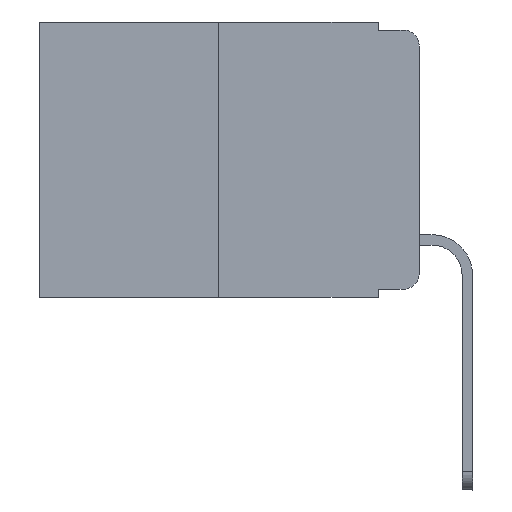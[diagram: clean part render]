
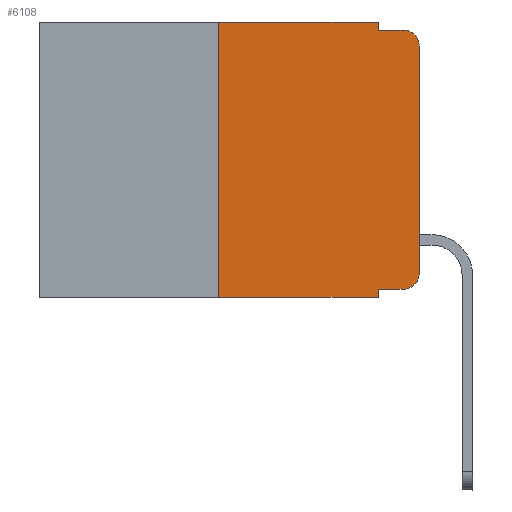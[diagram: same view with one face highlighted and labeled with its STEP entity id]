
A CAD part, left-side view. The second image highlights one B-rep face of the part: STEP entity #6108.
In plain terms, the highlighted planar face has unit normal (-1, 0, 0).
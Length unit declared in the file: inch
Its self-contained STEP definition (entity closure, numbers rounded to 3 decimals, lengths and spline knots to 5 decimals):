
#44 = DIRECTION ( 'NONE',  ( 0., 0., -1. ) ) ;
#46 = DIRECTION ( 'NONE',  ( 1., 0., 0. ) ) ;
#57 = CARTESIAN_POINT ( 'NONE',  ( 0., 0.473, -0.343 ) ) ;
#254 = DIRECTION ( 'NONE',  ( 0., -1., 0. ) ) ;
#299 = CARTESIAN_POINT ( 'NONE',  ( 0., 0.051, 0. ) ) ;
#414 = AXIS2_PLACEMENT_3D ( 'NONE', #2391, #8112, #1564 ) ;
#423 = LINE ( 'NONE', #4706, #10383 ) ;
#785 = PLANE ( 'NONE',  #6727 ) ;
#938 = CARTESIAN_POINT ( 'NONE',  ( 0., 0.051, -0.333 ) ) ;
#1007 = CARTESIAN_POINT ( 'NONE',  ( 0., 0.051, -0.333 ) ) ;
#1476 = CARTESIAN_POINT ( 'NONE',  ( 0., 0., -0.03 ) ) ;
#1564 = DIRECTION ( 'NONE',  ( 0., 0., -1. ) ) ;
#1798 = EDGE_CURVE ( 'NONE', #6113, #10026, #2444, .T. ) ;
#1801 = CARTESIAN_POINT ( 'NONE',  ( 0., 0.02, -0.333 ) ) ;
#1897 = EDGE_CURVE ( 'NONE', #2333, #2061, #2437, .T. ) ;
#1928 = DIRECTION ( 'NONE',  ( 0., 0., -1. ) ) ;
#2061 = VERTEX_POINT ( 'NONE', #3479 ) ;
#2066 = VERTEX_POINT ( 'NONE', #5137 ) ;
#2333 = VERTEX_POINT ( 'NONE', #10814 ) ;
#2391 = CARTESIAN_POINT ( 'NONE',  ( 0., 0.02, -0.03 ) ) ;
#2416 = EDGE_CURVE ( 'NONE', #2061, #2066, #9454, .T. ) ;
#2437 = LINE ( 'NONE', #3428, #3501 ) ;
#2444 = CIRCLE ( 'NONE', #5091, 0.02 ) ;
#2448 = EDGE_CURVE ( 'NONE', #2333, #4430, #8626, .T. ) ;
#2584 = DIRECTION ( 'NONE',  ( 0., -1., 0. ) ) ;
#2676 = ORIENTED_EDGE ( 'NONE', *, *, #5000, .F. ) ;
#2767 = CARTESIAN_POINT ( 'NONE',  ( 0., 0.02, -0.01 ) ) ;
#2867 = CARTESIAN_POINT ( 'NONE',  ( 0., 0., -0.313 ) ) ;
#2994 = EDGE_CURVE ( 'NONE', #6886, #4430, #6988, .T. ) ;
#3302 = EDGE_CURVE ( 'NONE', #2066, #5469, #3708, .T. ) ;
#3318 = EDGE_CURVE ( 'NONE', #10026, #6413, #8759, .T. ) ;
#3428 = CARTESIAN_POINT ( 'NONE',  ( 0., 0.25, 0. ) ) ;
#3479 = CARTESIAN_POINT ( 'NONE',  ( 0., 0.25, 0. ) ) ;
#3501 = VECTOR ( 'NONE', #5032, 39.37008 ) ;
#3549 = VECTOR ( 'NONE', #9346, 39.37008 ) ;
#3708 = LINE ( 'NONE', #299, #6531 ) ;
#3717 = VECTOR ( 'NONE', #6183, 39.37008 ) ;
#4372 = ORIENTED_EDGE ( 'NONE', *, *, #1798, .T. ) ;
#4430 = VERTEX_POINT ( 'NONE', #5959 ) ;
#4706 = CARTESIAN_POINT ( 'NONE',  ( 0., 0.051, -0.01 ) ) ;
#5000 = EDGE_CURVE ( 'NONE', #5469, #5335, #423, .T. ) ;
#5032 = DIRECTION ( 'NONE',  ( 0., 0., 1. ) ) ;
#5058 = DIRECTION ( 'NONE',  ( 0., 0., -1. ) ) ;
#5091 = AXIS2_PLACEMENT_3D ( 'NONE', #10778, #8278, #5702 ) ;
#5099 = EDGE_CURVE ( 'NONE', #6413, #5335, #9370, .T. ) ;
#5119 = DIRECTION ( 'NONE',  ( 0., -1., 0. ) ) ;
#5137 = CARTESIAN_POINT ( 'NONE',  ( 0., 0.051, 0. ) ) ;
#5335 = VERTEX_POINT ( 'NONE', #2767 ) ;
#5366 = CARTESIAN_POINT ( 'NONE',  ( 0., 0., 0. ) ) ;
#5469 = VERTEX_POINT ( 'NONE', #7998 ) ;
#5548 = ORIENTED_EDGE ( 'NONE', *, *, #6154, .T. ) ;
#5694 = ORIENTED_EDGE ( 'NONE', *, *, #2994, .F. ) ;
#5702 = DIRECTION ( 'NONE',  ( 0., 0., -1. ) ) ;
#5959 = CARTESIAN_POINT ( 'NONE',  ( 0., 0.051, -0.343 ) ) ;
#6108 = ADVANCED_FACE ( 'NONE', ( #7646 ), #785, .F. ) ;
#6113 = VERTEX_POINT ( 'NONE', #1801 ) ;
#6154 = EDGE_CURVE ( 'NONE', #6886, #6113, #10154, .T. ) ;
#6183 = DIRECTION ( 'NONE',  ( 0., 0., 1. ) ) ;
#6413 = VERTEX_POINT ( 'NONE', #1476 ) ;
#6417 = ORIENTED_EDGE ( 'NONE', *, *, #2416, .F. ) ;
#6531 = VECTOR ( 'NONE', #1928, 39.37008 ) ;
#6727 = AXIS2_PLACEMENT_3D ( 'NONE', #9236, #46, #5058 ) ;
#6886 = VERTEX_POINT ( 'NONE', #1007 ) ;
#6988 = LINE ( 'NONE', #7585, #7049 ) ;
#7049 = VECTOR ( 'NONE', #44, 39.37008 ) ;
#7187 = ORIENTED_EDGE ( 'NONE', *, *, #3302, .F. ) ;
#7561 = VECTOR ( 'NONE', #5119, 39.37008 ) ;
#7585 = CARTESIAN_POINT ( 'NONE',  ( 0., 0.051, 0. ) ) ;
#7646 = FACE_OUTER_BOUND ( 'NONE', #8136, .T. ) ;
#7740 = ORIENTED_EDGE ( 'NONE', *, *, #3318, .T. ) ;
#7998 = CARTESIAN_POINT ( 'NONE',  ( 0., 0.051, -0.01 ) ) ;
#8112 = DIRECTION ( 'NONE',  ( -1., 0., 0. ) ) ;
#8136 = EDGE_LOOP ( 'NONE', ( #7740, #8168, #2676, #7187, #6417, #10144, #8277, #5694, #5548, #4372 ) ) ;
#8168 = ORIENTED_EDGE ( 'NONE', *, *, #5099, .T. ) ;
#8277 = ORIENTED_EDGE ( 'NONE', *, *, #2448, .T. ) ;
#8278 = DIRECTION ( 'NONE',  ( -1., 0., 0. ) ) ;
#8626 = LINE ( 'NONE', #57, #10685 ) ;
#8759 = LINE ( 'NONE', #5366, #3717 ) ;
#9236 = CARTESIAN_POINT ( 'NONE',  ( 0., 0.473, 0. ) ) ;
#9346 = DIRECTION ( 'NONE',  ( 0., -1., 0. ) ) ;
#9370 = CIRCLE ( 'NONE', #414, 0.02 ) ;
#9454 = LINE ( 'NONE', #10215, #7561 ) ;
#10026 = VERTEX_POINT ( 'NONE', #2867 ) ;
#10144 = ORIENTED_EDGE ( 'NONE', *, *, #1897, .F. ) ;
#10154 = LINE ( 'NONE', #938, #3549 ) ;
#10215 = CARTESIAN_POINT ( 'NONE',  ( 0., 0.473, 0. ) ) ;
#10383 = VECTOR ( 'NONE', #254, 39.37008 ) ;
#10685 = VECTOR ( 'NONE', #2584, 39.37008 ) ;
#10778 = CARTESIAN_POINT ( 'NONE',  ( 0., 0.02, -0.313 ) ) ;
#10814 = CARTESIAN_POINT ( 'NONE',  ( 0., 0.25, -0.343 ) ) ;
